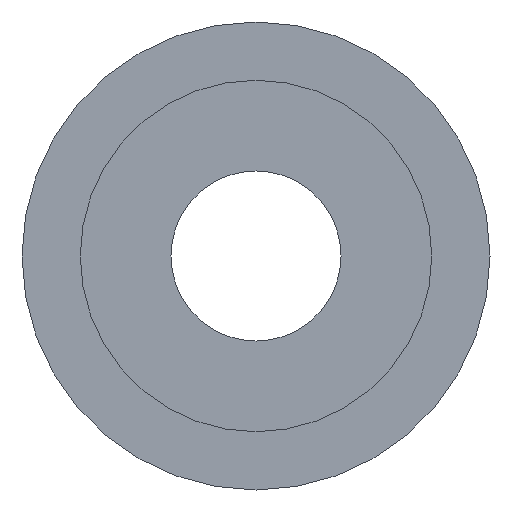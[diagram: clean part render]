
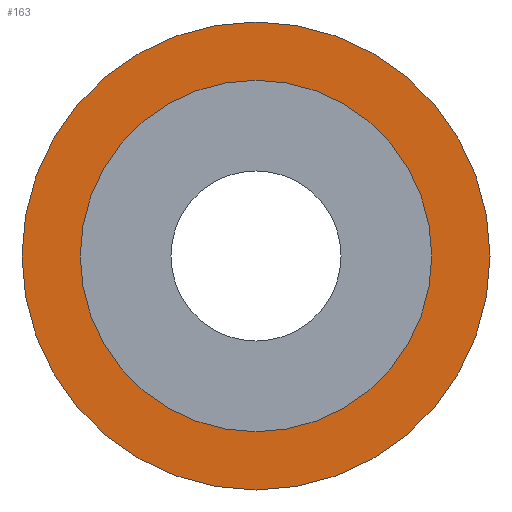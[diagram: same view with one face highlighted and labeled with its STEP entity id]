
A CAD part, front view. The second image highlights one B-rep face of the part: STEP entity #163.
In plain terms, the highlighted planar face has unit normal (0, -1, 0).
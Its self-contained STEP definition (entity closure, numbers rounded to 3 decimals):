
#2 = DIRECTION ( 'NONE',  ( 0., -1., 0. ) ) ;
#4 = AXIS2_PLACEMENT_3D ( 'NONE', #689, #494, #407 ) ;
#25 = VERTEX_POINT ( 'NONE', #287 ) ;
#35 = CARTESIAN_POINT ( 'NONE',  ( 20.65, 0., 0. ) ) ;
#72 = EDGE_CURVE ( 'NONE', #404, #25, #80, .T. ) ;
#74 = EDGE_CURVE ( 'NONE', #529, #193, #519, .T. ) ;
#80 = CIRCLE ( 'NONE', #4, 20.65 ) ;
#129 = DIRECTION ( 'NONE',  ( 0., -1., 0. ) ) ;
#135 = CARTESIAN_POINT ( 'NONE',  ( 0., 0., 20.65 ) ) ;
#143 = CARTESIAN_POINT ( 'NONE',  ( 0., 0., -27.5 ) ) ;
#163 = ADVANCED_FACE ( 'NONE', ( #396, #257 ), #233, .T. ) ;
#184 = CARTESIAN_POINT ( 'NONE',  ( 0., 0., 0. ) ) ;
#193 = VERTEX_POINT ( 'NONE', #143 ) ;
#233 = PLANE ( 'NONE',  #617 ) ;
#244 = CIRCLE ( 'NONE', #451, 20.65 ) ;
#245 = DIRECTION ( 'NONE',  ( 0., -1., 0. ) ) ;
#257 = FACE_BOUND ( 'NONE', #448, .T. ) ;
#270 = CARTESIAN_POINT ( 'NONE',  ( 0., 0., 27.5 ) ) ;
#287 = CARTESIAN_POINT ( 'NONE',  ( 0., 0., -20.65 ) ) ;
#300 = DIRECTION ( 'NONE',  ( 0., -1., 0. ) ) ;
#396 = FACE_OUTER_BOUND ( 'NONE', #462, .T. ) ;
#404 = VERTEX_POINT ( 'NONE', #135 ) ;
#407 = DIRECTION ( 'NONE',  ( 0., 0., -1. ) ) ;
#448 = EDGE_LOOP ( 'NONE', ( #641, #592 ) ) ;
#451 = AXIS2_PLACEMENT_3D ( 'NONE', #523, #2, #496 ) ;
#462 = EDGE_LOOP ( 'NONE', ( #576, #518 ) ) ;
#473 = DIRECTION ( 'NONE',  ( 0., 0., -1. ) ) ;
#494 = DIRECTION ( 'NONE',  ( 0., -1., 0. ) ) ;
#496 = DIRECTION ( 'NONE',  ( 0., 0., -1. ) ) ;
#518 = ORIENTED_EDGE ( 'NONE', *, *, #74, .T. ) ;
#519 = CIRCLE ( 'NONE', #687, 27.5 ) ;
#523 = CARTESIAN_POINT ( 'NONE',  ( 0., 0., 0. ) ) ;
#527 = CARTESIAN_POINT ( 'NONE',  ( 0., 0., 0. ) ) ;
#528 = EDGE_CURVE ( 'NONE', #193, #529, #593, .T. ) ;
#529 = VERTEX_POINT ( 'NONE', #270 ) ;
#542 = DIRECTION ( 'NONE',  ( 0., 0., -1. ) ) ;
#576 = ORIENTED_EDGE ( 'NONE', *, *, #528, .T. ) ;
#577 = DIRECTION ( 'NONE',  ( 0., 0., -1. ) ) ;
#592 = ORIENTED_EDGE ( 'NONE', *, *, #72, .F. ) ;
#593 = CIRCLE ( 'NONE', #665, 27.5 ) ;
#617 = AXIS2_PLACEMENT_3D ( 'NONE', #35, #129, #542 ) ;
#623 = EDGE_CURVE ( 'NONE', #25, #404, #244, .T. ) ;
#641 = ORIENTED_EDGE ( 'NONE', *, *, #623, .F. ) ;
#665 = AXIS2_PLACEMENT_3D ( 'NONE', #184, #245, #473 ) ;
#687 = AXIS2_PLACEMENT_3D ( 'NONE', #527, #300, #577 ) ;
#689 = CARTESIAN_POINT ( 'NONE',  ( 0., 0., 0. ) ) ;
